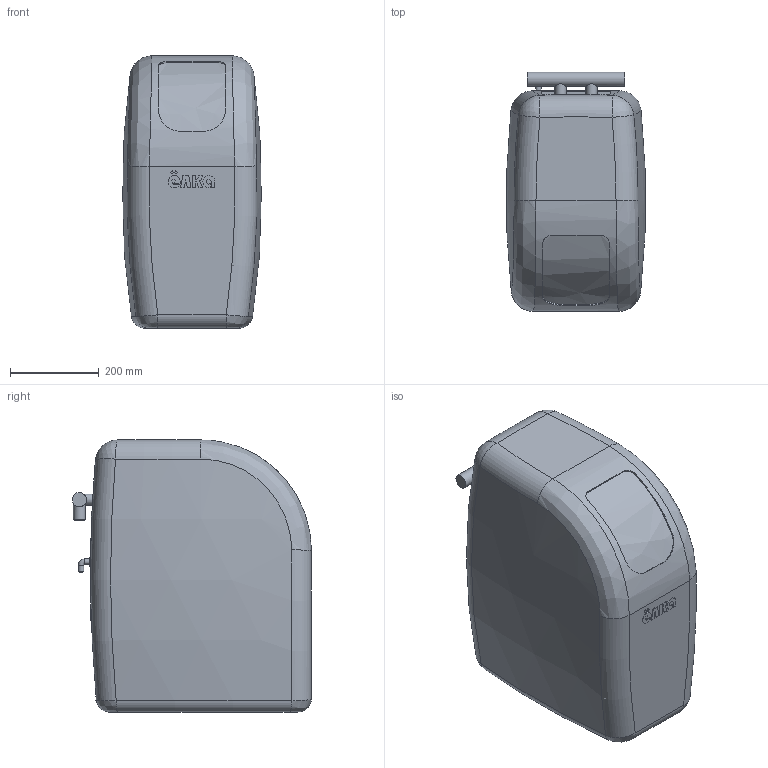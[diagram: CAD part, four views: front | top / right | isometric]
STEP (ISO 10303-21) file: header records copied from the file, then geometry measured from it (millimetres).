
FILE_DESCRIPTION(/* description */ (''),/* implementation_level */ '2;1');
FILE_NAME(/* name */ 'WSС-05-Rx-(SC).stp',/* time_stamp */ '2023-06-26T09:33:19+03:00',/* author */ ('abrazhenin'),/* organization */ (''),/* preprocessor_version */ 'ST-DEVELOPER v16.1',/* originating_system */ 'Autodesk Inventor 2016',/* authorisation */ '');
FILE_SCHEMA (('AUTOMOTIVE_DESIGN { 1 0 10303 214 3 1 1 }'));
Length unit declared in the file: millimetre
Products named in the file (1): WSС-05-Rx-(SC)
Bounding box: 312.74 x 541 x 615 mm (x, y, z)
Volume: 81420608.1 mm3; surface area: 1166689.8 mm2
Topology: 1 solids, 1 shells, 163 faces, 420 edges, 273 vertices
Faces by surface type: plane 119, cylinder 17, torus 11, bspline 7, sphere 5, cone 4
Full cylindrical faces by diameter (mm): 12 x3, 20 x1, 25 x2, 26.8 x2, 32 x1
Entity records: 5760 total; most frequent: CARTESIAN_POINT 1724, ORIENTED_EDGE 802, DIRECTION 745, EDGE_CURVE 401, LINE 305, VECTOR 305, VERTEX_POINT 268, AXIS2_PLACEMENT_3D 220
